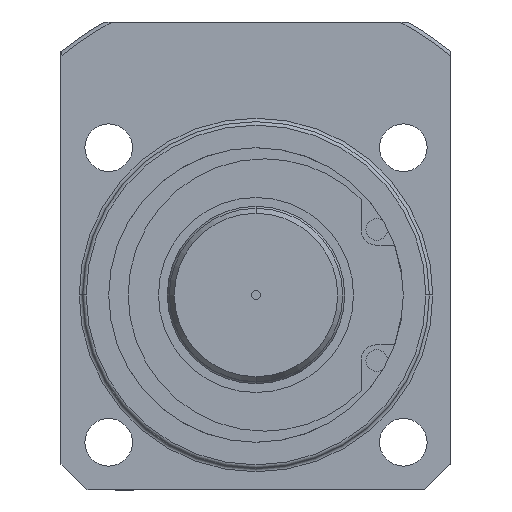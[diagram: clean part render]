
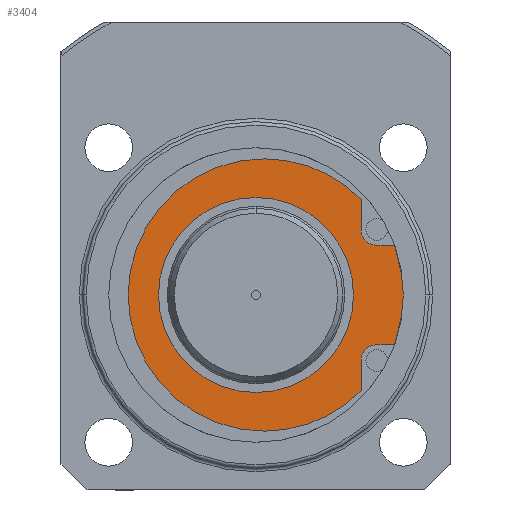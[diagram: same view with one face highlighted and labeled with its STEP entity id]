
A CAD part, front view. The second image highlights one B-rep face of the part: STEP entity #3404.
In plain terms, the highlighted planar face has unit normal (0, -1, 0).
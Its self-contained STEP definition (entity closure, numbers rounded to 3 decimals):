
#961 = EDGE_LOOP ( 'NONE', ( #2603, #2601, #2602, #2600, #2598, #2599, #2596, #2597, #2595, #2594, #2593 ) ) ;
#964 = EDGE_LOOP ( 'NONE', ( #2606, #2604 ) ) ;
#1023 = VERTEX_POINT ( 'NONE', #7260 ) ;
#1024 = VERTEX_POINT ( 'NONE', #7261 ) ;
#1027 = VERTEX_POINT ( 'NONE', #7264 ) ;
#1028 = VERTEX_POINT ( 'NONE', #7265 ) ;
#1029 = VERTEX_POINT ( 'NONE', #7266 ) ;
#1030 = VERTEX_POINT ( 'NONE', #7267 ) ;
#1031 = VERTEX_POINT ( 'NONE', #7268 ) ;
#1032 = VERTEX_POINT ( 'NONE', #7269 ) ;
#1244 = CARTESIAN_POINT ( 'NONE',  ( 0.962, -75.1, 0. ) ) ;
#1245 = DIRECTION ( 'NONE',  ( 0., 1., 0. ) ) ;
#1246 = DIRECTION ( 'NONE',  ( 0., 0., 1. ) ) ;
#1253 = CARTESIAN_POINT ( 'NONE',  ( 0.962, -75.1, 0. ) ) ;
#1257 = DIRECTION ( 'NONE',  ( 0., 1., 0. ) ) ;
#1258 = DIRECTION ( 'NONE',  ( 0., 0., 1. ) ) ;
#1352 = CARTESIAN_POINT ( 'NONE',  ( 0., -75.1, 0. ) ) ;
#1353 = DIRECTION ( 'NONE',  ( 0., -1., 0. ) ) ;
#1354 = DIRECTION ( 'NONE',  ( 1., 0., 0. ) ) ;
#1723 = CARTESIAN_POINT ( 'NONE',  ( -11.25, -75.1, 0. ) ) ;
#1724 = CARTESIAN_POINT ( 'NONE',  ( 11.25, -75.1, 0. ) ) ;
#2421 = VERTEX_POINT ( 'NONE', #7463 ) ;
#2423 = VERTEX_POINT ( 'NONE', #7465 ) ;
#2424 = VERTEX_POINT ( 'NONE', #7466 ) ;
#2593 = ORIENTED_EDGE ( 'NONE', *, *, #3461, .T. ) ;
#2594 = ORIENTED_EDGE ( 'NONE', *, *, #3474, .T. ) ;
#2595 = ORIENTED_EDGE ( 'NONE', *, *, #3462, .F. ) ;
#2596 = ORIENTED_EDGE ( 'NONE', *, *, #3464, .F. ) ;
#2597 = ORIENTED_EDGE ( 'NONE', *, *, #3463, .F. ) ;
#2598 = ORIENTED_EDGE ( 'NONE', *, *, #3618, .F. ) ;
#2599 = ORIENTED_EDGE ( 'NONE', *, *, #3465, .F. ) ;
#2600 = ORIENTED_EDGE ( 'NONE', *, *, #3622, .F. ) ;
#2601 = ORIENTED_EDGE ( 'NONE', *, *, #3469, .F. ) ;
#2602 = ORIENTED_EDGE ( 'NONE', *, *, #3466, .F. ) ;
#2603 = ORIENTED_EDGE ( 'NONE', *, *, #3467, .F. ) ;
#2604 = ORIENTED_EDGE ( 'NONE', *, *, #3468, .F. ) ;
#2606 = ORIENTED_EDGE ( 'NONE', *, *, #3654, .F. ) ;
#3404 = ADVANCED_FACE ( 'NONE', ( #9945, #9948 ), #11243, .T. ) ;
#3461 = EDGE_CURVE ( 'NONE', #1023, #1028, #4327, .T. ) ;
#3462 = EDGE_CURVE ( 'NONE', #1024, #1032, #11445, .T. ) ;
#3463 = EDGE_CURVE ( 'NONE', #1032, #1031, #4328, .T. ) ;
#3464 = EDGE_CURVE ( 'NONE', #1031, #1030, #11451, .T. ) ;
#3465 = EDGE_CURVE ( 'NONE', #1030, #2421, #4329, .T. ) ;
#3466 = EDGE_CURVE ( 'NONE', #2423, #1029, #11457, .T. ) ;
#3467 = EDGE_CURVE ( 'NONE', #1027, #1028, #11460, .T. ) ;
#3468 = EDGE_CURVE ( 'NONE', #10762, #10763, #4330, .T. ) ;
#3469 = EDGE_CURVE ( 'NONE', #1029, #1027, #4331, .T. ) ;
#3474 = EDGE_CURVE ( 'NONE', #1024, #1023, #4334, .T. ) ;
#3618 = EDGE_CURVE ( 'NONE', #2421, #2424, #4388, .T. ) ;
#3622 = EDGE_CURVE ( 'NONE', #2424, #2423, #4390, .T. ) ;
#3654 = EDGE_CURVE ( 'NONE', #10763, #10762, #4410, .T. ) ;
#4327 = CIRCLE ( 'NONE', #10070, 17. ) ;
#4328 = CIRCLE ( 'NONE', #10072, 1.82 ) ;
#4329 = CIRCLE ( 'NONE', #10075, 15.713 ) ;
#4330 = CIRCLE ( 'NONE', #10077, 11.25 ) ;
#4331 = CIRCLE ( 'NONE', #10080, 1.82 ) ;
#4334 = CIRCLE ( 'NONE', #10071, 17. ) ;
#4388 = CIRCLE ( 'NONE', #8596, 15.713 ) ;
#4390 = CIRCLE ( 'NONE', #8601, 15.713 ) ;
#4410 = CIRCLE ( 'NONE', #8632, 11.25 ) ;
#7260 = CARTESIAN_POINT ( 'NONE',  ( 17., -75.1, 0. ) ) ;
#7261 = CARTESIAN_POINT ( 'NONE',  ( 15.998, -75.1, -5.75 ) ) ;
#7264 = CARTESIAN_POINT ( 'NONE',  ( 13.941, -75.1, 5.75 ) ) ;
#7265 = CARTESIAN_POINT ( 'NONE',  ( 15.998, -75.1, 5.75 ) ) ;
#7266 = CARTESIAN_POINT ( 'NONE',  ( 12.121, -75.1, 7.57 ) ) ;
#7267 = CARTESIAN_POINT ( 'NONE',  ( 12.121, -75.1, -11.063 ) ) ;
#7268 = CARTESIAN_POINT ( 'NONE',  ( 12.121, -75.1, -7.57 ) ) ;
#7269 = CARTESIAN_POINT ( 'NONE',  ( 13.941, -75.1, -5.75 ) ) ;
#7463 = CARTESIAN_POINT ( 'NONE',  ( 0.962, -75.1, -15.713 ) ) ;
#7465 = CARTESIAN_POINT ( 'NONE',  ( 12.121, -75.1, 11.063 ) ) ;
#7466 = CARTESIAN_POINT ( 'NONE',  ( 0.962, -75.1, 15.713 ) ) ;
#8596 = AXIS2_PLACEMENT_3D ( 'NONE', #1244, #1245, #1246 ) ;
#8601 = AXIS2_PLACEMENT_3D ( 'NONE', #1253, #1257, #1258 ) ;
#8632 = AXIS2_PLACEMENT_3D ( 'NONE', #1352, #1353, #1354 ) ;
#9945 = FACE_BOUND ( 'NONE', #964, .T. ) ;
#9948 = FACE_OUTER_BOUND ( 'NONE', #961, .T. ) ;
#9951 = AXIS2_PLACEMENT_3D ( 'NONE', #11244, #11245, #11246 ) ;
#10070 = AXIS2_PLACEMENT_3D ( 'NONE', #11441, #11442, #11443 ) ;
#10071 = AXIS2_PLACEMENT_3D ( 'NONE', #11477, #11481, #11482 ) ;
#10072 = AXIS2_PLACEMENT_3D ( 'NONE', #11444, #11448, #11449 ) ;
#10073 = VECTOR ( 'NONE', #11447, 1000. ) ;
#10075 = AXIS2_PLACEMENT_3D ( 'NONE', #11450, #11454, #11455 ) ;
#10076 = VECTOR ( 'NONE', #11453, 1000. ) ;
#10077 = AXIS2_PLACEMENT_3D ( 'NONE', #11456, #11463, #11464 ) ;
#10078 = VECTOR ( 'NONE', #11459, 1000. ) ;
#10079 = VECTOR ( 'NONE', #11462, 1000. ) ;
#10080 = AXIS2_PLACEMENT_3D ( 'NONE', #11465, #11466, #11467 ) ;
#10762 = VERTEX_POINT ( 'NONE', #1723 ) ;
#10763 = VERTEX_POINT ( 'NONE', #1724 ) ;
#11243 = PLANE ( 'NONE',  #9951 ) ;
#11244 = CARTESIAN_POINT ( 'NONE',  ( -17., -75.1, 0. ) ) ;
#11245 = DIRECTION ( 'NONE',  ( 0., -1., 0. ) ) ;
#11246 = DIRECTION ( 'NONE',  ( 1., 0., 0. ) ) ;
#11441 = CARTESIAN_POINT ( 'NONE',  ( 0., -75.1, 0. ) ) ;
#11442 = DIRECTION ( 'NONE',  ( 0., -1., 0. ) ) ;
#11443 = DIRECTION ( 'NONE',  ( 1., 0., 0. ) ) ;
#11444 = CARTESIAN_POINT ( 'NONE',  ( 13.941, -75.1, -7.57 ) ) ;
#11445 = LINE ( 'NONE', #11446, #10073 ) ;
#11446 = CARTESIAN_POINT ( 'NONE',  ( 13.941, -75.1, -5.75 ) ) ;
#11447 = DIRECTION ( 'NONE',  ( -1., 0., 0. ) ) ;
#11448 = DIRECTION ( 'NONE',  ( 0., -1., 0. ) ) ;
#11449 = DIRECTION ( 'NONE',  ( 0., 0., 1. ) ) ;
#11450 = CARTESIAN_POINT ( 'NONE',  ( 0.962, -75.1, 0. ) ) ;
#11451 = LINE ( 'NONE', #11452, #10076 ) ;
#11452 = CARTESIAN_POINT ( 'NONE',  ( 12.121, -75.1, -11.063 ) ) ;
#11453 = DIRECTION ( 'NONE',  ( 0., 0., -1. ) ) ;
#11454 = DIRECTION ( 'NONE',  ( 0., 1., 0. ) ) ;
#11455 = DIRECTION ( 'NONE',  ( 0., 0., 1. ) ) ;
#11456 = CARTESIAN_POINT ( 'NONE',  ( 0., -75.1, 0. ) ) ;
#11457 = LINE ( 'NONE', #11458, #10078 ) ;
#11458 = CARTESIAN_POINT ( 'NONE',  ( 12.121, -75.1, 7.57 ) ) ;
#11459 = DIRECTION ( 'NONE',  ( 0., 0., -1. ) ) ;
#11460 = LINE ( 'NONE', #11461, #10079 ) ;
#11461 = CARTESIAN_POINT ( 'NONE',  ( 17.321, -75.1, 5.75 ) ) ;
#11462 = DIRECTION ( 'NONE',  ( 1., 0., 0. ) ) ;
#11463 = DIRECTION ( 'NONE',  ( 0., -1., 0. ) ) ;
#11464 = DIRECTION ( 'NONE',  ( 1., 0., 0. ) ) ;
#11465 = CARTESIAN_POINT ( 'NONE',  ( 13.941, -75.1, 7.57 ) ) ;
#11466 = DIRECTION ( 'NONE',  ( 0., -1., 0. ) ) ;
#11467 = DIRECTION ( 'NONE',  ( 0., 0., 1. ) ) ;
#11477 = CARTESIAN_POINT ( 'NONE',  ( 0., -75.1, 0. ) ) ;
#11481 = DIRECTION ( 'NONE',  ( 0., -1., 0. ) ) ;
#11482 = DIRECTION ( 'NONE',  ( 1., 0., 0. ) ) ;
